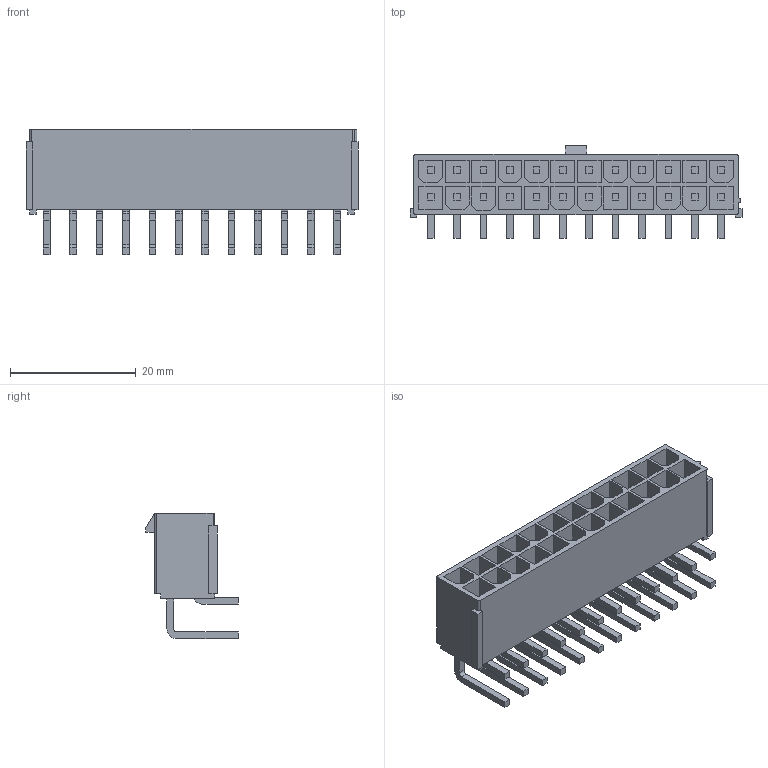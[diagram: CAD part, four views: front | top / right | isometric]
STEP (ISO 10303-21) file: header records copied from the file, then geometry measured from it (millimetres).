
FILE_DESCRIPTION (( 'STEP AP214' ), '1' );
FILE_NAME ('MiniFit-2x2R - Molex 87427-2402.STEP', '2023-05-24T12:00:54', ( 'Elessar' ), ( '' ), 'SwSTEP 2.0', 'SolidWorks 2018', '' );
FILE_SCHEMA (( 'AUTOMOTIVE_DESIGN' ));
Length unit declared in the file: millimetre
Products named in the file (1): MiniFit-2x2R - Molex 87427-2402
Bounding box: 52.8 x 14.7 x 19.93 mm (x, y, z)
Volume: 3636.8 mm3; surface area: 7889.3 mm2
Topology: 1 solids, 1 shells, 515 faces, 1321 edges, 880 vertices
Faces by surface type: plane 462, cylinder 53
Entity records: 18950 total; most frequent: CARTESIAN_POINT 2717, ORIENTED_EDGE 2642, DIRECTION 2459, EDGE_CURVE 1321, VECTOR 1215, LINE 1215, VERTEX_POINT 880, AXIS2_PLACEMENT_3D 622
